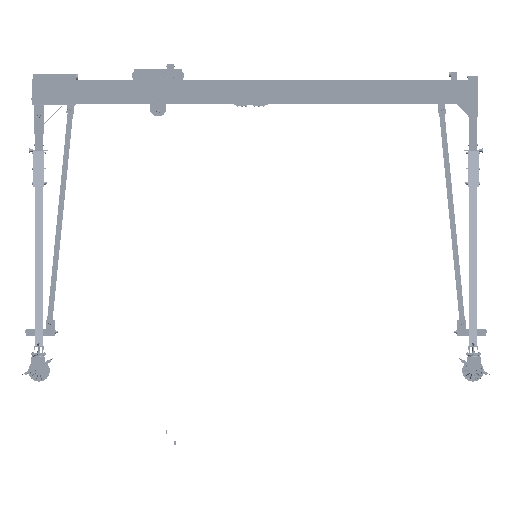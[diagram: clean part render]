
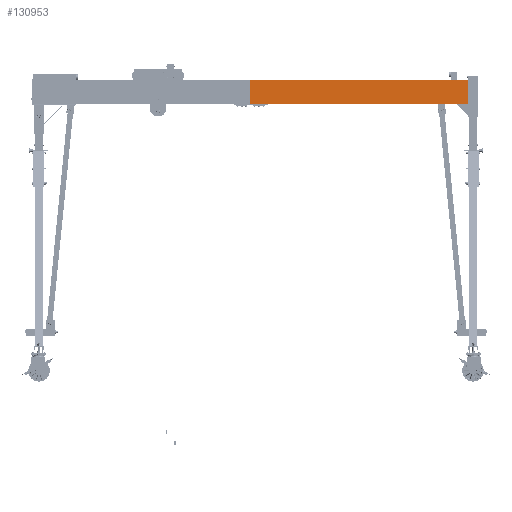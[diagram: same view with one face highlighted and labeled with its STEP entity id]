
A CAD part, left-side view. The second image highlights one B-rep face of the part: STEP entity #130953.
In plain terms, the highlighted planar face has unit normal (-1, 0, 0).
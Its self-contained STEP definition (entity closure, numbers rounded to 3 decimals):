
#16851=LINE('',#312058,#25001);
#16878=LINE('',#312113,#25028);
#16880=LINE('',#312116,#25030);
#16881=LINE('',#312117,#25031);
#25001=VECTOR('',#173908,10.);
#25028=VECTOR('',#173955,10.);
#25030=VECTOR('',#173959,10.);
#25031=VECTOR('',#173960,10.);
#32559=FACE_OUTER_BOUND('',#40451,.T.);
#40451=EDGE_LOOP('',(#110943,#110944,#110945,#110946));
#57312=VERTEX_POINT('',#312055);
#57313=VERTEX_POINT('',#312057);
#57330=VERTEX_POINT('',#312110);
#57331=VERTEX_POINT('',#312112);
#75258=EDGE_CURVE('',#57312,#57313,#16851,.T.);
#75285=EDGE_CURVE('',#57331,#57330,#16878,.T.);
#75287=EDGE_CURVE('',#57312,#57331,#16880,.T.);
#75288=EDGE_CURVE('',#57330,#57313,#16881,.T.);
#110943=ORIENTED_EDGE('',*,*,#75287,.T.);
#110944=ORIENTED_EDGE('',*,*,#75285,.T.);
#110945=ORIENTED_EDGE('',*,*,#75288,.T.);
#110946=ORIENTED_EDGE('',*,*,#75258,.F.);
#116111=PLANE('',#143026);
#130953=ADVANCED_FACE('',(#32559),#116111,.T.);
#143026=AXIS2_PLACEMENT_3D('',#312115,#173957,#173958);
#173908=DIRECTION('',(0.,1.,0.));
#173955=DIRECTION('',(0.,1.,0.));
#173957=DIRECTION('center_axis',(-1.,0.,0.));
#173958=DIRECTION('ref_axis',(0.,1.,0.));
#173959=DIRECTION('',(0.,0.,1.));
#173960=DIRECTION('',(0.,0.,-1.));
#312055=CARTESIAN_POINT('',(-30.,46.,755.));
#312057=CARTESIAN_POINT('',(-30.,2046.,755.));
#312058=CARTESIAN_POINT('',(-30.,46.,755.));
#312110=CARTESIAN_POINT('',(-30.,2046.,975.));
#312112=CARTESIAN_POINT('',(-30.,46.,975.));
#312113=CARTESIAN_POINT('',(-30.,46.,975.));
#312115=CARTESIAN_POINT('Origin',(-30.,46.,972.));
#312116=CARTESIAN_POINT('',(-30.,46.,758.));
#312117=CARTESIAN_POINT('',(-30.,2046.,758.));
